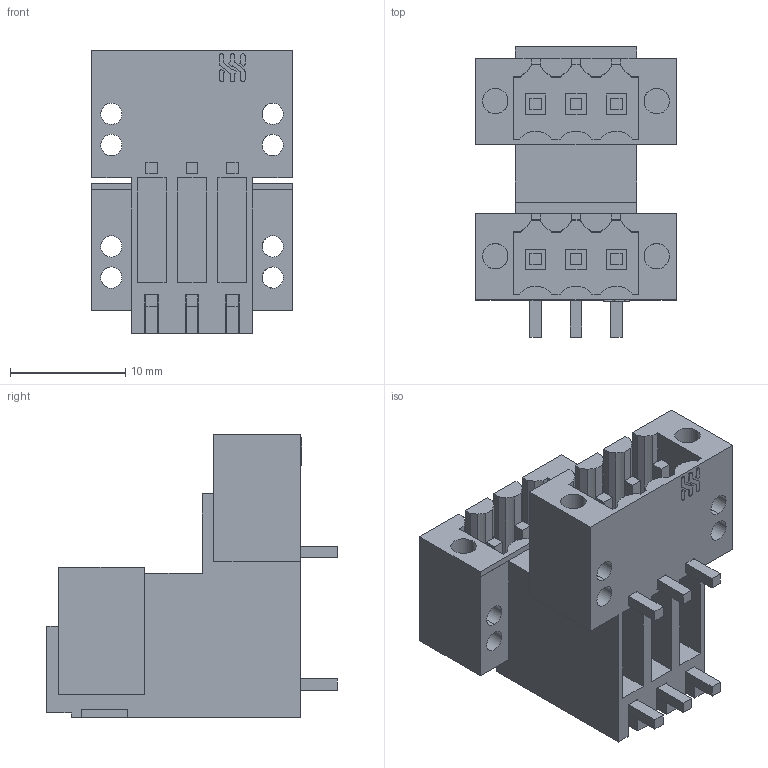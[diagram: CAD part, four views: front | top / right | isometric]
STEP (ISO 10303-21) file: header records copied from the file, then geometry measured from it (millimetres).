
FILE_DESCRIPTION(('CATIA V5 STEP','CAx-IF Rec.Pracs.--- Model Styling and Organization---1.2---2011-12-15'),'2;1');
FILE_NAME ('D1458728_0_1890790000_1890790000.stp','2016-10-04T06:51:05+00:00',('none'),('Weidmueller'),'CATIA Version 5-6 Release 2014','CATIA V5 STEP AP214','none');
FILE_SCHEMA(('AUTOMOTIVE_DESIGN { 1 0 10303 214 1 1 1 1 }'));
Length unit declared in the file: millimetre
Products named in the file (1): 1890790000_S
Bounding box: 17.4 x 25.2 x 24.55 mm (x, y, z)
Volume: 3168.3 mm3; surface area: 4949.5 mm2
Topology: 7 solids, 7 shells, 527 faces, 1481 edges, 974 vertices
Faces by surface type: plane 432, cylinder 75, extrusion 20
Entity records: 16710 total; most frequent: CARTESIAN_POINT 3680, ORIENTED_EDGE 2922, DIRECTION 2206, EDGE_CURVE 1461, VECTOR 1286, LINE 1266, VERTEX_POINT 964, EDGE_LOOP 595
